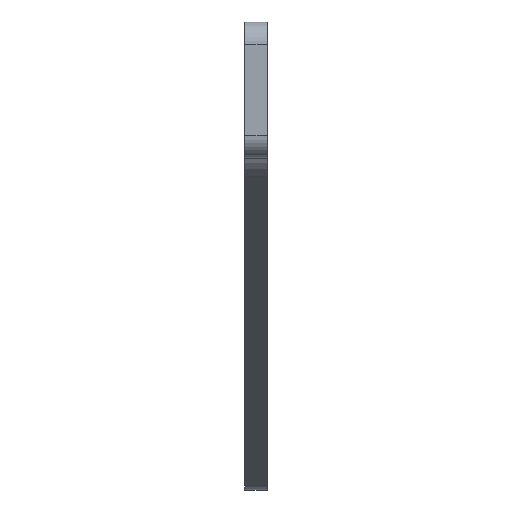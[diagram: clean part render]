
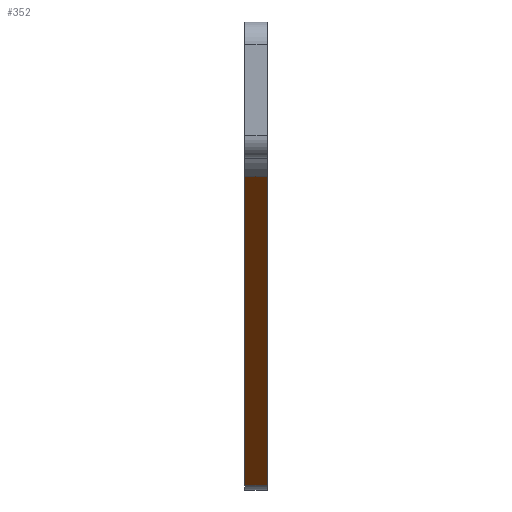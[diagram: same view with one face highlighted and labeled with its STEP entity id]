
A CAD part, left-side view. The second image highlights one B-rep face of the part: STEP entity #352.
In plain terms, the highlighted planar face has unit normal (-0.6, 0, -0.8).
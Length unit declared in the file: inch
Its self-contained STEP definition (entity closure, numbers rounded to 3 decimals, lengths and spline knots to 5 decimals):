
#19 = EDGE_CURVE ( 'NONE', #1254, #1433, #1278, .T. ) ;
#141 = DIRECTION ( 'NONE',  ( 0., -1., 0. ) ) ;
#165 = ORIENTED_EDGE ( 'NONE', *, *, #1245, .T. ) ;
#189 = LINE ( 'NONE', #653, #657 ) ;
#195 = CARTESIAN_POINT ( 'NONE',  ( 2.275, 0.125, -2.175 ) ) ;
#205 = CARTESIAN_POINT ( 'NONE',  ( -0.125, 0.125, -0.375 ) ) ;
#214 = ORIENTED_EDGE ( 'NONE', *, *, #1167, .T. ) ;
#225 = DIRECTION ( 'NONE',  ( -0.8, 0., 0.6 ) ) ;
#254 = CARTESIAN_POINT ( 'NONE',  ( 2.275, 0.125, -2.175 ) ) ;
#292 = DIRECTION ( 'NONE',  ( 0.6, 0., 0.8 ) ) ;
#352 = ADVANCED_FACE ( 'NONE', ( #1499 ), #1416, .F. ) ;
#361 = CARTESIAN_POINT ( 'NONE',  ( 0.00833, 0.125, -0.475 ) ) ;
#365 = VECTOR ( 'NONE', #141, 39.37008 ) ;
#372 = VERTEX_POINT ( 'NONE', #636 ) ;
#519 = VECTOR ( 'NONE', #750, 39.37008 ) ;
#636 = CARTESIAN_POINT ( 'NONE',  ( 0.00833, 0., -0.475 ) ) ;
#646 = CARTESIAN_POINT ( 'NONE',  ( 2.275, 0., -2.175 ) ) ;
#653 = CARTESIAN_POINT ( 'NONE',  ( -0.125, 0., -0.375 ) ) ;
#657 = VECTOR ( 'NONE', #804, 39.37008 ) ;
#672 = ORIENTED_EDGE ( 'NONE', *, *, #1293, .T. ) ;
#692 = EDGE_LOOP ( 'NONE', ( #743, #214, #672, #165 ) ) ;
#743 = ORIENTED_EDGE ( 'NONE', *, *, #19, .F. ) ;
#750 = DIRECTION ( 'NONE',  ( 0., 1., 0. ) ) ;
#804 = DIRECTION ( 'NONE',  ( -0.8, 0., 0.6 ) ) ;
#915 = VECTOR ( 'NONE', #225, 39.37008 ) ;
#1002 = CARTESIAN_POINT ( 'NONE',  ( -0.125, 0.125, -0.375 ) ) ;
#1058 = LINE ( 'NONE', #361, #519 ) ;
#1105 = AXIS2_PLACEMENT_3D ( 'NONE', #1002, #292, #1224 ) ;
#1167 = EDGE_CURVE ( 'NONE', #1254, #1257, #1413, .T. ) ;
#1224 = DIRECTION ( 'NONE',  ( 0.8, 0., -0.6 ) ) ;
#1245 = EDGE_CURVE ( 'NONE', #372, #1433, #1058, .T. ) ;
#1254 = VERTEX_POINT ( 'NONE', #195 ) ;
#1257 = VERTEX_POINT ( 'NONE', #646 ) ;
#1278 = LINE ( 'NONE', #205, #915 ) ;
#1293 = EDGE_CURVE ( 'NONE', #1257, #372, #189, .T. ) ;
#1314 = CARTESIAN_POINT ( 'NONE',  ( 0.00833, 0.125, -0.475 ) ) ;
#1413 = LINE ( 'NONE', #254, #365 ) ;
#1416 = PLANE ( 'NONE',  #1105 ) ;
#1433 = VERTEX_POINT ( 'NONE', #1314 ) ;
#1499 = FACE_OUTER_BOUND ( 'NONE', #692, .T. ) ;
